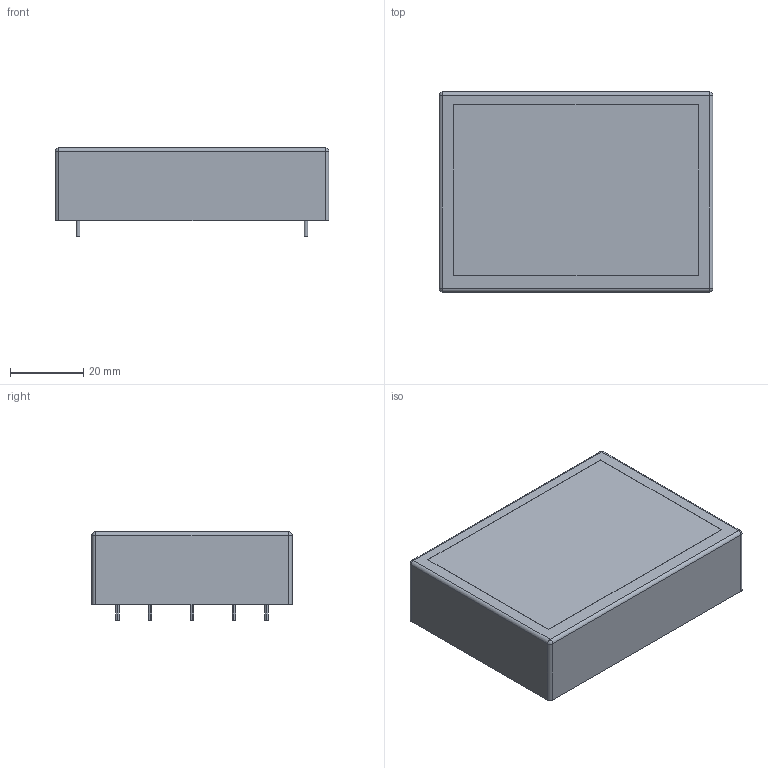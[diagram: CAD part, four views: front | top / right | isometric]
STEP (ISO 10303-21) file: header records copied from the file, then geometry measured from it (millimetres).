
FILE_DESCRIPTION((''),'2;1');
FILE_NAME('PWS_TRACO_TMP15-PCB.stp','2012-05-07T15:01:01',(''),(''),'Mechanical Desktop 2011','Mechanical Desktop 2011',', , ');
FILE_SCHEMA(('AUTOMOTIVE_DESIGN { 1 2 10303 214 1 1 1 1 }'));
Length unit declared in the file: millimetre
Products named in the file (1): Product
Bounding box: 74.5 x 54.5 x 24.15 mm (x, y, z)
Volume: 78519.4 mm3; surface area: 27421.1 mm2
Topology: 10 solids, 10 shells, 73 faces, 143 edges, 90 vertices
Faces by surface type: plane 39, cylinder 30, sphere 4
Entity records: 1918 total; most frequent: DIRECTION 348, CARTESIAN_POINT 303, ORIENTED_EDGE 276, EDGE_CURVE 138, AXIS2_PLACEMENT_3D 135, VERTEX_POINT 88, EDGE_LOOP 80, VECTOR 78
